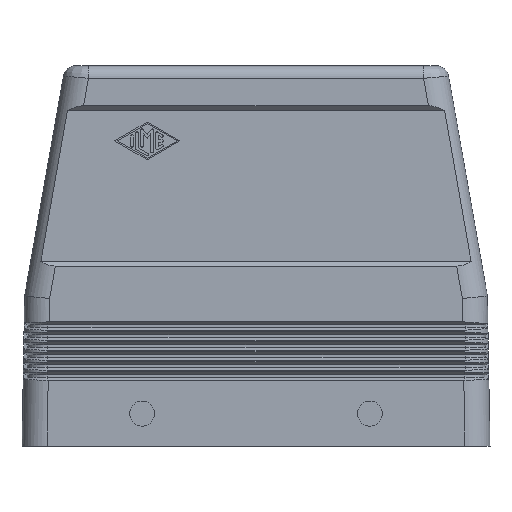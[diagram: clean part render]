
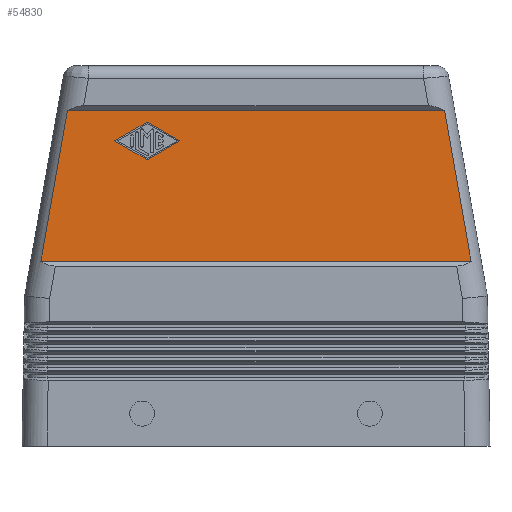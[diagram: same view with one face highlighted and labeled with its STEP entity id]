
A CAD part, front view. The second image highlights one B-rep face of the part: STEP entity #54830.
In plain terms, the highlighted planar face has unit normal (0, -1, 0).
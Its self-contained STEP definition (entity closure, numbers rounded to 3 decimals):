
#1940=CARTESIAN_POINT('',(42.961,-20.5,37.));
#1950=VERTEX_POINT('',#1940);
#1980=CARTESIAN_POINT('',(37.671,-20.5,67.));
#1990=DIRECTION('',(0.174,0.,-0.985));
#2000=VECTOR('',#1990,30.463);
#2010=LINE('',#1980,#2000);
#2020=CARTESIAN_POINT('',(37.671,-20.5,67.));
#2030=VERTEX_POINT('',#2020);
#2040=EDGE_CURVE('',#2030,#1950,#2010,.T.);
#6600=CARTESIAN_POINT('',(-37.671,-20.5,67.));
#6610=VERTEX_POINT('',#6600);
#6640=CARTESIAN_POINT('',(-42.961,-20.5,37.));
#6650=DIRECTION('',(0.174,0.,0.985));
#6660=VECTOR('',#6650,30.463);
#6670=LINE('',#6640,#6660);
#6680=CARTESIAN_POINT('',(-42.961,-20.5,37.));
#6690=VERTEX_POINT('',#6680);
#6700=EDGE_CURVE('',#6690,#6610,#6670,.T.);
#46850=CARTESIAN_POINT('',(-21.75,-20.5,64.749));
#46860=VERTEX_POINT('',#46850);
#46910=CARTESIAN_POINT('',(-21.75,-20.5,64.749));
#46920=DIRECTION('',(0.866,0.,-0.5));
#46930=VECTOR('',#46920,7.504);
#46940=LINE('',#46910,#46930);
#46950=CARTESIAN_POINT('',(-15.25,-20.5,61.));
#46960=VERTEX_POINT('',#46950);
#46970=EDGE_CURVE('',#46860,#46960,#46940,.T.);
#47220=CARTESIAN_POINT('',(-15.25,-20.5,61.));
#47230=DIRECTION('',(-0.866,0.,-0.5));
#47240=VECTOR('',#47230,7.504);
#47250=LINE('',#47220,#47240);
#47260=CARTESIAN_POINT('',(-21.75,-20.5,57.251));
#47270=VERTEX_POINT('',#47260);
#47280=EDGE_CURVE('',#46960,#47270,#47250,.T.);
#47530=CARTESIAN_POINT('',(-21.75,-20.5,57.251));
#47540=DIRECTION('',(-0.866,0.,0.5));
#47550=VECTOR('',#47540,7.504);
#47560=LINE('',#47530,#47550);
#47570=CARTESIAN_POINT('',(-28.25,-20.5,61.));
#47580=VERTEX_POINT('',#47570);
#47590=EDGE_CURVE('',#47270,#47580,#47560,.T.);
#47840=CARTESIAN_POINT('',(-28.25,-20.5,61.));
#47850=DIRECTION('',(0.866,0.,0.5));
#47860=VECTOR('',#47850,7.504);
#47870=LINE('',#47840,#47860);
#47880=EDGE_CURVE('',#47580,#46860,#47870,.T.);
#54560=CARTESIAN_POINT('',(0.,-20.5,67.));
#54570=DIRECTION('',(0.,1.,0.));
#54580=DIRECTION('',(0.,0.,1.));
#54590=AXIS2_PLACEMENT_3D('',#54560,#54570,#54580);
#54600=PLANE('',#54590);
#54610=CARTESIAN_POINT('',(-37.671,-20.5,67.));
#54620=DIRECTION('',(1.,0.,0.));
#54630=VECTOR('',#54620,75.343);
#54640=LINE('',#54610,#54630);
#54650=EDGE_CURVE('',#6610,#2030,#54640,.T.);
#54660=ORIENTED_EDGE('',*,*,#54650,.F.);
#54670=ORIENTED_EDGE('',*,*,#2040,.F.);
#54680=CARTESIAN_POINT('',(42.961,-20.5,37.));
#54690=DIRECTION('',(-1.,0.,0.));
#54700=VECTOR('',#54690,85.922);
#54710=LINE('',#54680,#54700);
#54720=EDGE_CURVE('',#1950,#6690,#54710,.T.);
#54730=ORIENTED_EDGE('',*,*,#54720,.F.);
#54740=ORIENTED_EDGE('',*,*,#6700,.F.);
#54750=EDGE_LOOP('',(#54740,#54730,#54670,#54660));
#54760=FACE_OUTER_BOUND('',#54750,.T.);
#54770=ORIENTED_EDGE('',*,*,#47880,.T.);
#54780=ORIENTED_EDGE('',*,*,#47590,.T.);
#54790=ORIENTED_EDGE('',*,*,#47280,.T.);
#54800=ORIENTED_EDGE('',*,*,#46970,.T.);
#54810=EDGE_LOOP('',(#54800,#54790,#54780,#54770));
#54820=FACE_BOUND('',#54810,.T.);
#54830=ADVANCED_FACE('',(#54760,#54820),#54600,.F.);
